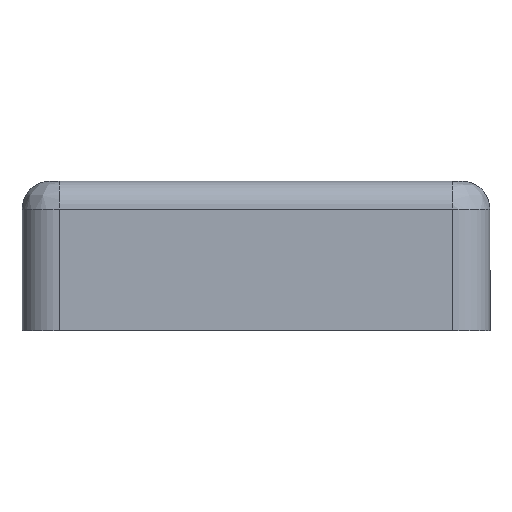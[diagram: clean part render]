
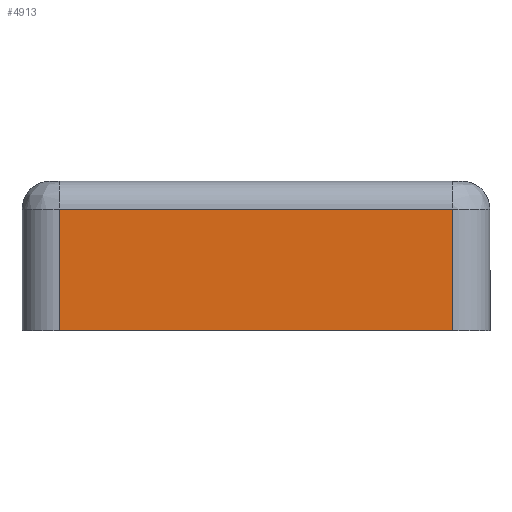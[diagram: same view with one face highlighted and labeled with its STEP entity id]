
A CAD part, left-side view. The second image highlights one B-rep face of the part: STEP entity #4913.
In plain terms, the highlighted planar face has unit normal (-1, 0, 0).
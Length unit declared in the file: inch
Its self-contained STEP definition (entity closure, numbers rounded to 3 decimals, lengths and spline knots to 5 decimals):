
#248 = CARTESIAN_POINT ( 'NONE',  ( -1.9685, 0.82677, 0. ) ) ;
#1215 = VERTEX_POINT ( 'NONE', #4182 ) ;
#2052 = VERTEX_POINT ( 'NONE', #8240 ) ;
#2081 = ORIENTED_EDGE ( 'NONE', *, *, #2657, .F. ) ;
#2517 = DIRECTION ( 'NONE',  ( 0., 0., -1. ) ) ;
#2525 = DIRECTION ( 'NONE',  ( 1., 0., 0. ) ) ;
#2538 = CARTESIAN_POINT ( 'NONE',  ( -1.9685, 0.98425, 0.62992 ) ) ;
#2657 = EDGE_CURVE ( 'NONE', #7361, #1215, #7990, .T. ) ;
#2672 = DIRECTION ( 'NONE',  ( 0., 0., -1. ) ) ;
#2704 = PLANE ( 'NONE',  #5433 ) ;
#2719 = CARTESIAN_POINT ( 'NONE',  ( -1.9685, -0.82677, 0.62992 ) ) ;
#2930 = ORIENTED_EDGE ( 'NONE', *, *, #6406, .F. ) ;
#3583 = ORIENTED_EDGE ( 'NONE', *, *, #6319, .F. ) ;
#3999 = EDGE_LOOP ( 'NONE', ( #8400, #2081, #3583, #2930 ) ) ;
#4182 = CARTESIAN_POINT ( 'NONE',  ( -1.9685, 0.82677, 0.51181 ) ) ;
#4322 = LINE ( 'NONE', #8547, #5881 ) ;
#4509 = CARTESIAN_POINT ( 'NONE',  ( -1.9685, 0.82677, 0.62992 ) ) ;
#4701 = DIRECTION ( 'NONE',  ( 0., 0., 1. ) ) ;
#4913 = ADVANCED_FACE ( 'NONE', ( #9039 ), #2704, .F. ) ;
#5109 = DIRECTION ( 'NONE',  ( 0., 1., 0. ) ) ;
#5138 = CARTESIAN_POINT ( 'NONE',  ( -1.9685, 0.98425, 0. ) ) ;
#5156 = LINE ( 'NONE', #5138, #8828 ) ;
#5433 = AXIS2_PLACEMENT_3D ( 'NONE', #2538, #2525, #2517 ) ;
#5881 = VECTOR ( 'NONE', #7148, 39.37008 ) ;
#6059 = CARTESIAN_POINT ( 'NONE',  ( -1.9685, -0.82677, 0. ) ) ;
#6263 = EDGE_CURVE ( 'NONE', #1215, #2052, #4322, .T. ) ;
#6319 = EDGE_CURVE ( 'NONE', #8135, #7361, #5156, .T. ) ;
#6406 = EDGE_CURVE ( 'NONE', #2052, #8135, #8717, .T. ) ;
#6795 = VECTOR ( 'NONE', #2672, 39.37008 ) ;
#6950 = VECTOR ( 'NONE', #4701, 39.37008 ) ;
#7148 = DIRECTION ( 'NONE',  ( 0., -1., 0. ) ) ;
#7361 = VERTEX_POINT ( 'NONE', #248 ) ;
#7990 = LINE ( 'NONE', #4509, #6950 ) ;
#8135 = VERTEX_POINT ( 'NONE', #6059 ) ;
#8240 = CARTESIAN_POINT ( 'NONE',  ( -1.9685, -0.82677, 0.51181 ) ) ;
#8400 = ORIENTED_EDGE ( 'NONE', *, *, #6263, .F. ) ;
#8547 = CARTESIAN_POINT ( 'NONE',  ( -1.9685, -0.98425, 0.51181 ) ) ;
#8717 = LINE ( 'NONE', #2719, #6795 ) ;
#8828 = VECTOR ( 'NONE', #5109, 39.37008 ) ;
#9039 = FACE_OUTER_BOUND ( 'NONE', #3999, .T. ) ;
